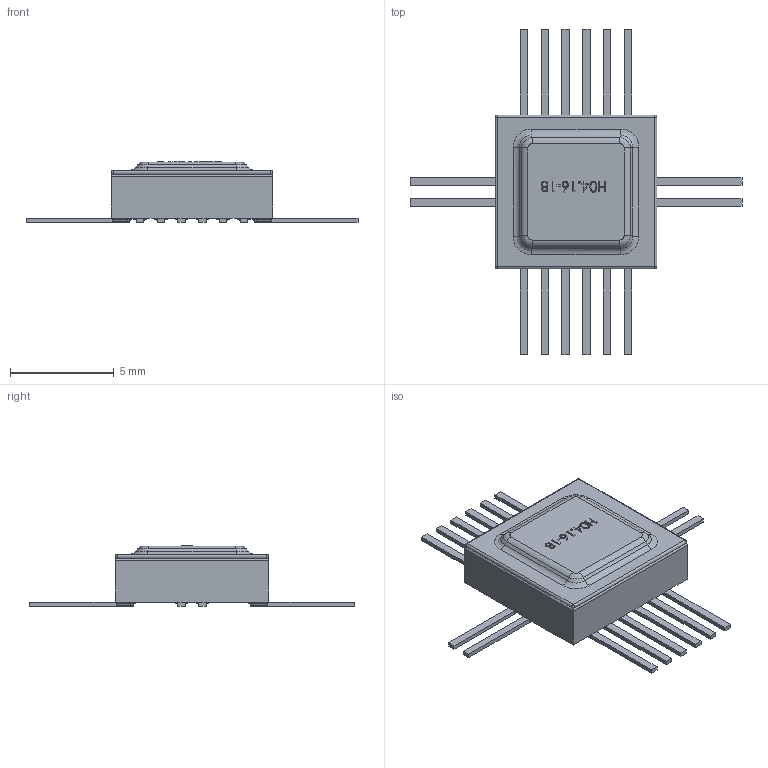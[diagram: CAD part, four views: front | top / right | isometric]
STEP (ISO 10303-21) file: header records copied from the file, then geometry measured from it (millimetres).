
FILE_DESCRIPTION (( 'STEP AP214' ), '1' );
FILE_NAME ('ﾍ04.16-1ﾂ.STEP', '2015-02-13T11:26:55', ( '' ), ( '' ), 'SwSTEP 2.0', 'SolidWorks 2014', '' );
FILE_SCHEMA (( 'AUTOMOTIVE_DESIGN' ));
Length unit declared in the file: millimetre
Products named in the file (1): ﾍ04.16-1ﾂ
Bounding box: 16 x 15.68 x 2.92 mm (x, y, z)
Volume: 150.2 mm3; surface area: 273.1 mm2
Topology: 1 solids, 1 shells, 455 faces, 1183 edges, 742 vertices
Faces by surface type: plane 280, cylinder 96, bspline 79
Entity records: 21437 total; most frequent: CARTESIAN_POINT 5719, ORIENTED_EDGE 2358, DIRECTION 1983, EDGE_CURVE 1179, VECTOR 877, LINE 877, VERTEX_POINT 742, AXIS2_PLACEMENT_3D 553
